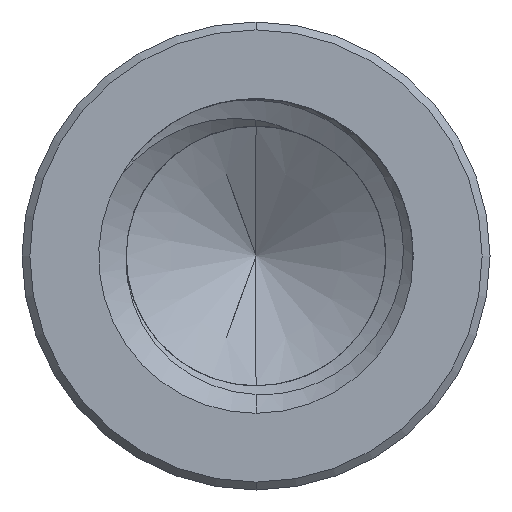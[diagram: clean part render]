
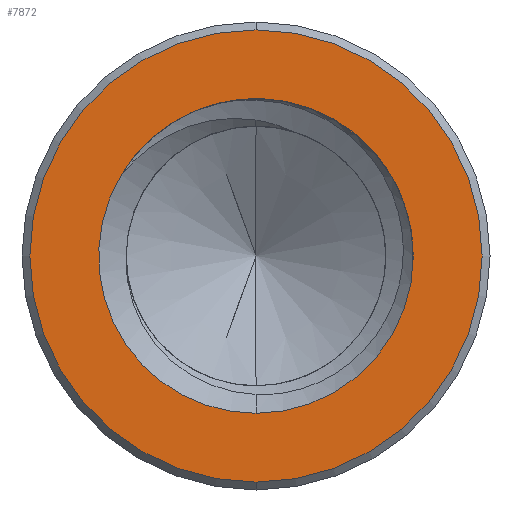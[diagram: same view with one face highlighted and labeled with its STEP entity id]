
A CAD part, front view. The second image highlights one B-rep face of the part: STEP entity #7872.
In plain terms, the highlighted planar face has unit normal (0, -1, 0).
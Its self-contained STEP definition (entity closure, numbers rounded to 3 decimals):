
#365 = DIRECTION ( 'NONE',  ( 0., 1., 0. ) ) ;
#723 = AXIS2_PLACEMENT_3D ( 'NONE', #3966, #2566, #6801 ) ;
#755 = DIRECTION ( 'NONE',  ( 0., 0., 1. ) ) ;
#816 = VERTEX_POINT ( 'NONE', #5437 ) ;
#827 = CARTESIAN_POINT ( 'NONE',  ( 0., -25., 0. ) ) ;
#916 = FACE_BOUND ( 'NONE', #2628, .T. ) ;
#949 = CIRCLE ( 'NONE', #1031, 2. ) ;
#969 = CARTESIAN_POINT ( 'NONE',  ( 0., -25., -2. ) ) ;
#1031 = AXIS2_PLACEMENT_3D ( 'NONE', #3997, #9087, #1161 ) ;
#1161 = DIRECTION ( 'NONE',  ( 0., 0., 1. ) ) ;
#1392 = AXIS2_PLACEMENT_3D ( 'NONE', #2661, #3400, #9149 ) ;
#1396 = EDGE_CURVE ( 'NONE', #816, #6668, #949, .T. ) ;
#1451 = DIRECTION ( 'NONE',  ( 0., 1., 0. ) ) ;
#1506 = EDGE_CURVE ( 'NONE', #6668, #5290, #6001, .T. ) ;
#1644 = EDGE_CURVE ( 'NONE', #5290, #2018, #2197, .T. ) ;
#1817 = ORIENTED_EDGE ( 'NONE', *, *, #1396, .T. ) ;
#2018 = VERTEX_POINT ( 'NONE', #969 ) ;
#2197 = CIRCLE ( 'NONE', #1392, 2. ) ;
#2253 = DIRECTION ( 'NONE',  ( 0., 0., 1. ) ) ;
#2487 = CIRCLE ( 'NONE', #4679, 2.875 ) ;
#2566 = DIRECTION ( 'NONE',  ( 0., 1., 0. ) ) ;
#2628 = EDGE_LOOP ( 'NONE', ( #1817, #3560, #6462, #3225 ) ) ;
#2661 = CARTESIAN_POINT ( 'NONE',  ( 0., -25., 0. ) ) ;
#3225 = ORIENTED_EDGE ( 'NONE', *, *, #6368, .T. ) ;
#3358 = FACE_OUTER_BOUND ( 'NONE', #5950, .T. ) ;
#3400 = DIRECTION ( 'NONE',  ( 0., 1., 0. ) ) ;
#3560 = ORIENTED_EDGE ( 'NONE', *, *, #1506, .T. ) ;
#3759 = CARTESIAN_POINT ( 'NONE',  ( 0., -25., 2. ) ) ;
#3956 = ORIENTED_EDGE ( 'NONE', *, *, #6902, .T. ) ;
#3957 = CIRCLE ( 'NONE', #4512, 2. ) ;
#3966 = CARTESIAN_POINT ( 'NONE',  ( 0., -25., 0. ) ) ;
#3997 = CARTESIAN_POINT ( 'NONE',  ( 0., -25., 0. ) ) ;
#4287 = CARTESIAN_POINT ( 'NONE',  ( 0., -25., -2.875 ) ) ;
#4512 = AXIS2_PLACEMENT_3D ( 'NONE', #7550, #365, #5394 ) ;
#4679 = AXIS2_PLACEMENT_3D ( 'NONE', #5102, #8765, #5132 ) ;
#4926 = VERTEX_POINT ( 'NONE', #6957 ) ;
#5087 = CARTESIAN_POINT ( 'NONE',  ( 0., -25., 0. ) ) ;
#5102 = CARTESIAN_POINT ( 'NONE',  ( 0., -25., 0. ) ) ;
#5132 = DIRECTION ( 'NONE',  ( 0., 0., 1. ) ) ;
#5230 = EDGE_CURVE ( 'NONE', #5733, #4926, #7736, .T. ) ;
#5290 = VERTEX_POINT ( 'NONE', #3759 ) ;
#5394 = DIRECTION ( 'NONE',  ( 0., 0., 1. ) ) ;
#5437 = CARTESIAN_POINT ( 'NONE',  ( -1.715, -25., 1.028 ) ) ;
#5491 = AXIS2_PLACEMENT_3D ( 'NONE', #827, #7271, #2253 ) ;
#5692 = CARTESIAN_POINT ( 'NONE',  ( -0.465, -25., 1.945 ) ) ;
#5710 = PLANE ( 'NONE',  #9142 ) ;
#5733 = VERTEX_POINT ( 'NONE', #4287 ) ;
#5950 = EDGE_LOOP ( 'NONE', ( #3956, #8640 ) ) ;
#6001 = CIRCLE ( 'NONE', #723, 2. ) ;
#6368 = EDGE_CURVE ( 'NONE', #2018, #816, #3957, .T. ) ;
#6462 = ORIENTED_EDGE ( 'NONE', *, *, #1644, .T. ) ;
#6668 = VERTEX_POINT ( 'NONE', #5692 ) ;
#6801 = DIRECTION ( 'NONE',  ( 0., 0., 1. ) ) ;
#6902 = EDGE_CURVE ( 'NONE', #4926, #5733, #2487, .T. ) ;
#6957 = CARTESIAN_POINT ( 'NONE',  ( 0., -25., 2.875 ) ) ;
#7271 = DIRECTION ( 'NONE',  ( 0., -1., 0. ) ) ;
#7550 = CARTESIAN_POINT ( 'NONE',  ( 0., -25., 0. ) ) ;
#7736 = CIRCLE ( 'NONE', #5491, 2.875 ) ;
#7872 = ADVANCED_FACE ( 'NONE', ( #916, #3358 ), #5710, .F. ) ;
#8640 = ORIENTED_EDGE ( 'NONE', *, *, #5230, .T. ) ;
#8765 = DIRECTION ( 'NONE',  ( 0., -1., 0. ) ) ;
#9087 = DIRECTION ( 'NONE',  ( 0., 1., 0. ) ) ;
#9142 = AXIS2_PLACEMENT_3D ( 'NONE', #5087, #1451, #755 ) ;
#9149 = DIRECTION ( 'NONE',  ( 0., 0., 1. ) ) ;
